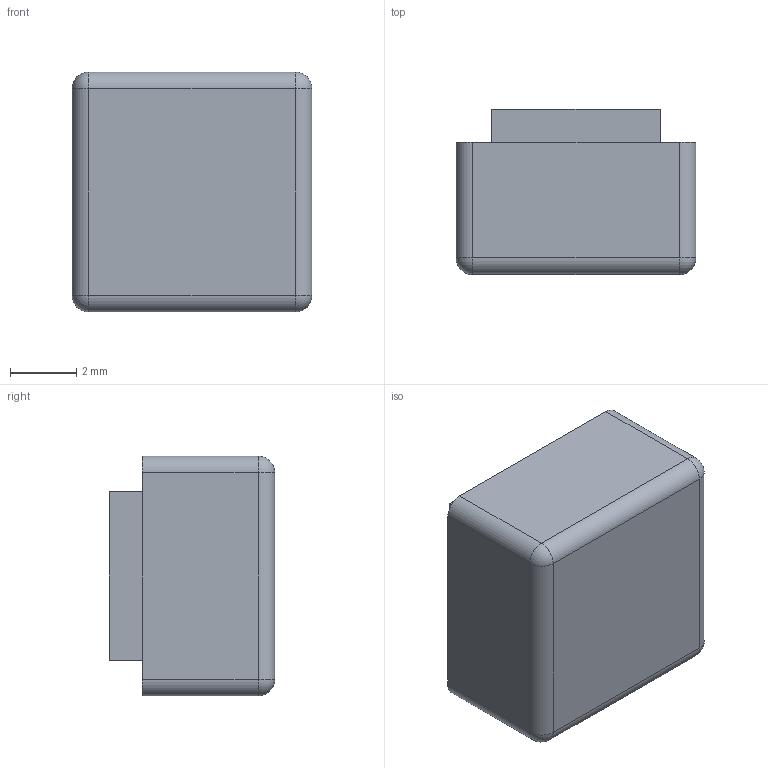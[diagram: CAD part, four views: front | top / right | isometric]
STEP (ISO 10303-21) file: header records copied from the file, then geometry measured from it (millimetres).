
FILE_DESCRIPTION (( 'STEP AP214' ), '1' );
FILE_NAME ('Termination Top.STEP', '2023-01-06T21:30:01', ( '' ), ( '' ), 'SwSTEP 2.0', 'SolidWorks 2022', '' );
FILE_SCHEMA (( 'AUTOMOTIVE_DESIGN' ));
Length unit declared in the file: millimetre
Products named in the file (1): Termination Top
Bounding box: 7.25 x 5 x 7.25 mm (x, y, z)
Volume: 166.7 mm3; surface area: 297.1 mm2
Topology: 1 solids, 1 shells, 28 faces, 64 edges, 36 vertices
Faces by surface type: plane 16, cylinder 8, sphere 4
Entity records: 778 total; most frequent: DIRECTION 134, CARTESIAN_POINT 125, ORIENTED_EDGE 120, EDGE_CURVE 60, AXIS2_PLACEMENT_3D 45, VECTOR 44, LINE 44, VERTEX_POINT 36
